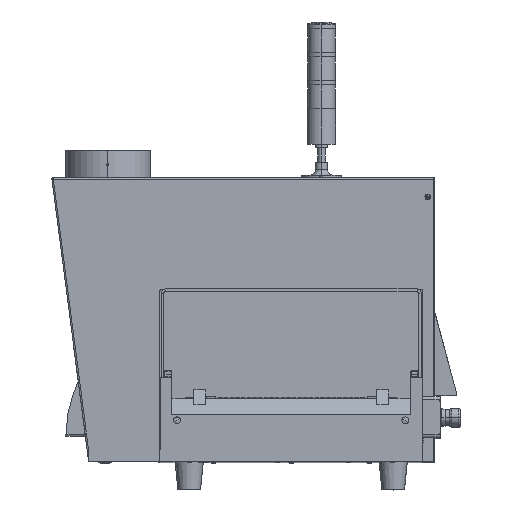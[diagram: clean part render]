
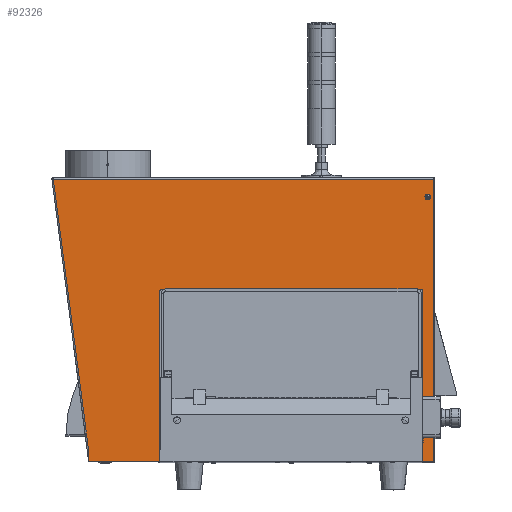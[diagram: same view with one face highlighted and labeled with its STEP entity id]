
A CAD part, top view. The second image highlights one B-rep face of the part: STEP entity #92326.
In plain terms, the highlighted planar face has unit normal (0, 0, 1).
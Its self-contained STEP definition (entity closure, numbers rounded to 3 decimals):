
#897 = CIRCLE ( 'NONE', #60986, 2.5 ) ;
#1335 = CARTESIAN_POINT ( 'NONE',  ( 231.5, 301.5, 320. ) ) ;
#1839 = EDGE_CURVE ( 'NONE', #141903, #4886, #77522, .T. ) ;
#3177 = CIRCLE ( 'NONE', #81670, 4.75 ) ;
#3188 = VERTEX_POINT ( 'NONE', #81981 ) ;
#4886 = VERTEX_POINT ( 'NONE', #97602 ) ;
#8996 = CARTESIAN_POINT ( 'NONE',  ( 10.5, 301.5, 320. ) ) ;
#10416 = DIRECTION ( 'NONE',  ( -1., 0., 0. ) ) ;
#10597 = VECTOR ( 'NONE', #133134, 1000. ) ;
#12716 = AXIS2_PLACEMENT_3D ( 'NONE', #48280, #36694, #102567 ) ;
#12750 = CARTESIAN_POINT ( 'NONE',  ( 229., 301.5, 320. ) ) ;
#13188 = CARTESIAN_POINT ( 'NONE',  ( 240.85, 469.25, 320. ) ) ;
#14185 = CARTESIAN_POINT ( 'NONE',  ( 251., 496., 320. ) ) ;
#14496 = VERTEX_POINT ( 'NONE', #13188 ) ;
#16194 = LINE ( 'NONE', #35739, #72037 ) ;
#16399 = EDGE_CURVE ( 'NONE', #98557, #4886, #133744, .T. ) ;
#21023 = CARTESIAN_POINT ( 'NONE',  ( -357.5, -2.5, 320. ) ) ;
#22491 = VERTEX_POINT ( 'NONE', #84168 ) ;
#24168 = EDGE_CURVE ( 'NONE', #67685, #3188, #897, .T. ) ;
#25326 = DIRECTION ( 'NONE',  ( 0., 1., 0. ) ) ;
#25463 = CARTESIAN_POINT ( 'NONE',  ( -231.5, 299., 320. ) ) ;
#26247 = CARTESIAN_POINT ( 'NONE',  ( 229., 299., 320. ) ) ;
#30152 = VECTOR ( 'NONE', #63372, 1000. ) ;
#30800 = EDGE_LOOP ( 'NONE', ( #37561, #72794, #56096, #57357, #88722, #31593, #118679, #85245, #48507, #87280, #64915 ) ) ;
#31180 = VERTEX_POINT ( 'NONE', #121153 ) ;
#31593 = ORIENTED_EDGE ( 'NONE', *, *, #83710, .F. ) ;
#35739 = CARTESIAN_POINT ( 'NONE',  ( -231.5, -2.5, 320. ) ) ;
#35808 = CARTESIAN_POINT ( 'NONE',  ( -231.5, 301.5, 320. ) ) ;
#36596 = AXIS2_PLACEMENT_3D ( 'NONE', #87971, #75654, #119809 ) ;
#36694 = DIRECTION ( 'NONE',  ( 0., 0., 1. ) ) ;
#37561 = ORIENTED_EDGE ( 'NONE', *, *, #87755, .T. ) ;
#38332 = VECTOR ( 'NONE', #119087, 1000. ) ;
#39208 = VECTOR ( 'NONE', #40783, 1000. ) ;
#39771 = ORIENTED_EDGE ( 'NONE', *, *, #85268, .F. ) ;
#40783 = DIRECTION ( 'NONE',  ( -1., 0., 0. ) ) ;
#43101 = EDGE_CURVE ( 'NONE', #47056, #44952, #106115, .T. ) ;
#44952 = VERTEX_POINT ( 'NONE', #80515 ) ;
#45127 = DIRECTION ( 'NONE',  ( 0., 1., 0. ) ) ;
#47056 = VERTEX_POINT ( 'NONE', #14185 ) ;
#47759 = LINE ( 'NONE', #91923, #106851 ) ;
#48280 = CARTESIAN_POINT ( 'NONE',  ( 240.85, 464.5, 320. ) ) ;
#48507 = ORIENTED_EDGE ( 'NONE', *, *, #96017, .F. ) ;
#50320 = DIRECTION ( 'NONE',  ( 0., 0., 1. ) ) ;
#53735 = VERTEX_POINT ( 'NONE', #130686 ) ;
#55269 = LINE ( 'NONE', #8996, #127965 ) ;
#56096 = ORIENTED_EDGE ( 'NONE', *, *, #100078, .F. ) ;
#57357 = ORIENTED_EDGE ( 'NONE', *, *, #82680, .F. ) ;
#57726 = EDGE_CURVE ( 'NONE', #14496, #31180, #86638, .T. ) ;
#60019 = CARTESIAN_POINT ( 'NONE',  ( -229., 299., 320. ) ) ;
#60986 = AXIS2_PLACEMENT_3D ( 'NONE', #60019, #136704, #25326 ) ;
#63372 = DIRECTION ( 'NONE',  ( -1., 0., 0. ) ) ;
#64915 = ORIENTED_EDGE ( 'NONE', *, *, #43101, .T. ) ;
#65498 = CARTESIAN_POINT ( 'NONE',  ( -357.5, 17.5, 320. ) ) ;
#67685 = VERTEX_POINT ( 'NONE', #25463 ) ;
#72037 = VECTOR ( 'NONE', #79905, 1000. ) ;
#72794 = ORIENTED_EDGE ( 'NONE', *, *, #136606, .T. ) ;
#75654 = DIRECTION ( 'NONE',  ( 0., 0., -1. ) ) ;
#77086 = LINE ( 'NONE', #65498, #38332 ) ;
#77522 = CIRCLE ( 'NONE', #96009, 2.5 ) ;
#79905 = DIRECTION ( 'NONE',  ( -1., 0., 0. ) ) ;
#80515 = CARTESIAN_POINT ( 'NONE',  ( -419.654, 496., 320. ) ) ;
#80688 = LINE ( 'NONE', #35808, #125371 ) ;
#81047 = VERTEX_POINT ( 'NONE', #122834 ) ;
#81670 = AXIS2_PLACEMENT_3D ( 'NONE', #106739, #50320, #96603 ) ;
#81981 = CARTESIAN_POINT ( 'NONE',  ( -229., 301.5, 320. ) ) ;
#82680 = EDGE_CURVE ( 'NONE', #67685, #22491, #80688, .T. ) ;
#83710 = EDGE_CURVE ( 'NONE', #141903, #3188, #55269, .T. ) ;
#84168 = CARTESIAN_POINT ( 'NONE',  ( -231.5, -2.5, 320. ) ) ;
#85245 = ORIENTED_EDGE ( 'NONE', *, *, #16399, .F. ) ;
#85268 = EDGE_CURVE ( 'NONE', #31180, #14496, #3177, .T. ) ;
#86638 = CIRCLE ( 'NONE', #12716, 4.75 ) ;
#87280 = ORIENTED_EDGE ( 'NONE', *, *, #106873, .T. ) ;
#87755 = EDGE_CURVE ( 'NONE', #44952, #81047, #88301, .T. ) ;
#87971 = CARTESIAN_POINT ( 'NONE',  ( 250.3, 495.3, 320. ) ) ;
#88301 = LINE ( 'NONE', #132413, #10597 ) ;
#88722 = ORIENTED_EDGE ( 'NONE', *, *, #24168, .T. ) ;
#89619 = DIRECTION ( 'NONE',  ( 0., 1., 0. ) ) ;
#90793 = ORIENTED_EDGE ( 'NONE', *, *, #57726, .F. ) ;
#91923 = CARTESIAN_POINT ( 'NONE',  ( 251., 498.5, 320. ) ) ;
#92326 = ADVANCED_FACE ( 'NONE', ( #121237, #98100 ), #97382, .F. ) ;
#93365 = EDGE_LOOP ( 'NONE', ( #39771, #90793 ) ) ;
#95808 = LINE ( 'NONE', #139917, #39208 ) ;
#95967 = CARTESIAN_POINT ( 'NONE',  ( -422.5, 496., 320. ) ) ;
#96009 = AXIS2_PLACEMENT_3D ( 'NONE', #26247, #134818, #45127 ) ;
#96017 = EDGE_CURVE ( 'NONE', #53735, #98557, #95808, .T. ) ;
#96603 = DIRECTION ( 'NONE',  ( 0., -1., 0. ) ) ;
#97382 = PLANE ( 'NONE',  #36596 ) ;
#97602 = CARTESIAN_POINT ( 'NONE',  ( 231.5, 299., 320. ) ) ;
#98100 = FACE_OUTER_BOUND ( 'NONE', #30800, .T. ) ;
#98557 = VERTEX_POINT ( 'NONE', #137162 ) ;
#100078 = EDGE_CURVE ( 'NONE', #22491, #119813, #16194, .T. ) ;
#102567 = DIRECTION ( 'NONE',  ( 0., -1., 0. ) ) ;
#105133 = VECTOR ( 'NONE', #89619, 1000. ) ;
#106115 = LINE ( 'NONE', #95967, #30152 ) ;
#106739 = CARTESIAN_POINT ( 'NONE',  ( 240.85, 464.5, 320. ) ) ;
#106851 = VECTOR ( 'NONE', #136043, 1000. ) ;
#106873 = EDGE_CURVE ( 'NONE', #53735, #47056, #47759, .T. ) ;
#118679 = ORIENTED_EDGE ( 'NONE', *, *, #1839, .T. ) ;
#119087 = DIRECTION ( 'NONE',  ( 0., -1., 0. ) ) ;
#119809 = DIRECTION ( 'NONE',  ( 0., 1., 0. ) ) ;
#119813 = VERTEX_POINT ( 'NONE', #21023 ) ;
#121153 = CARTESIAN_POINT ( 'NONE',  ( 240.85, 459.75, 320. ) ) ;
#121237 = FACE_BOUND ( 'NONE', #93365, .T. ) ;
#122834 = CARTESIAN_POINT ( 'NONE',  ( -357.5, 17.893, 320. ) ) ;
#124815 = DIRECTION ( 'NONE',  ( 0., -1., 0. ) ) ;
#125371 = VECTOR ( 'NONE', #124815, 1000. ) ;
#127965 = VECTOR ( 'NONE', #10416, 1000. ) ;
#130686 = CARTESIAN_POINT ( 'NONE',  ( 251., -2.5, 320. ) ) ;
#132413 = CARTESIAN_POINT ( 'NONE',  ( -408.43, 409.665, 320. ) ) ;
#133134 = DIRECTION ( 'NONE',  ( 0.129, -0.992, 0. ) ) ;
#133744 = LINE ( 'NONE', #1335, #105133 ) ;
#134818 = DIRECTION ( 'NONE',  ( 0., 0., -1. ) ) ;
#136043 = DIRECTION ( 'NONE',  ( 0., 1., 0. ) ) ;
#136606 = EDGE_CURVE ( 'NONE', #81047, #119813, #77086, .T. ) ;
#136704 = DIRECTION ( 'NONE',  ( 0., 0., -1. ) ) ;
#137162 = CARTESIAN_POINT ( 'NONE',  ( 231.5, -2.5, 320. ) ) ;
#139917 = CARTESIAN_POINT ( 'NONE',  ( 253.5, -2.5, 320. ) ) ;
#141903 = VERTEX_POINT ( 'NONE', #12750 ) ;
